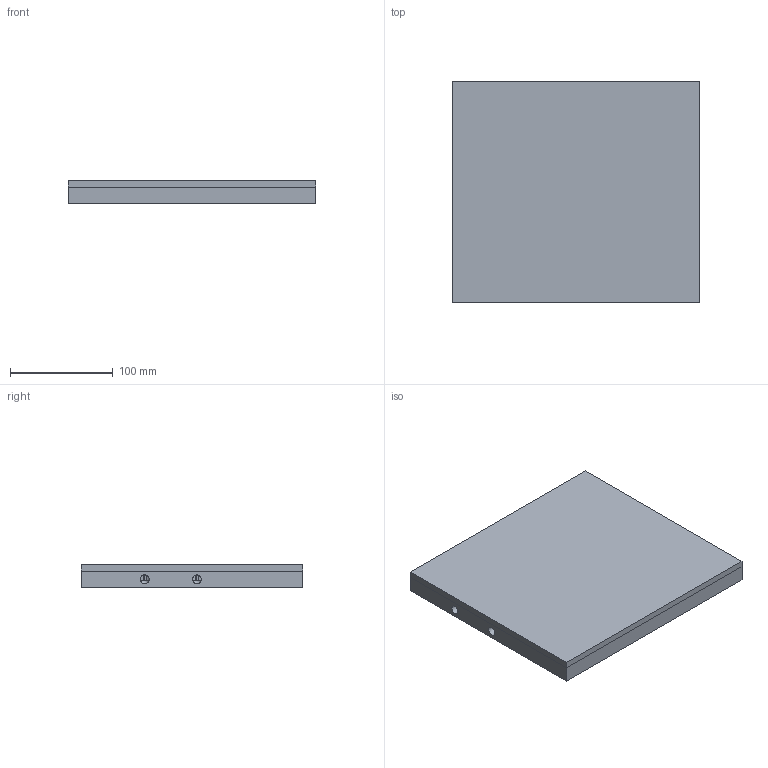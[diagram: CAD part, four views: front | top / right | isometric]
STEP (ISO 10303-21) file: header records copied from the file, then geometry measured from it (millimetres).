
FILE_DESCRIPTION(('FreeCAD Model'),'2;1');
FILE_NAME('Open CASCADE Shape Model','2022-01-20T20:20:55',(''),(''), 'Open CASCADE STEP processor 7.5','FreeCAD','Unknown');
FILE_SCHEMA(('AUTOMOTIVE_DESIGN { 1 0 10303 214 1 1 1 1 }'));
Length unit declared in the file: millimetre
Products named in the file (1): Body
Bounding box: 241.3 x 215.9 x 22.23 mm (x, y, z)
Volume: 1013914.1 mm3; surface area: 196681.6 mm2
Topology: 1 solids, 1 shells, 648 faces, 1938 edges, 1288 vertices
Faces by surface type: plane 339, cylinder 307, revolution 2
Full cylindrical faces by diameter (mm): 8.5 x2
Entity records: 47268 total; most frequent: CARTESIAN_POINT 7903, DIRECTION 7708, LINE 4562, VECTOR 4562, ORIENTED_EDGE 3868, PCURVE 3868, DEFINITIONAL_REPRESENTATION 3868, EDGE_CURVE 1934
